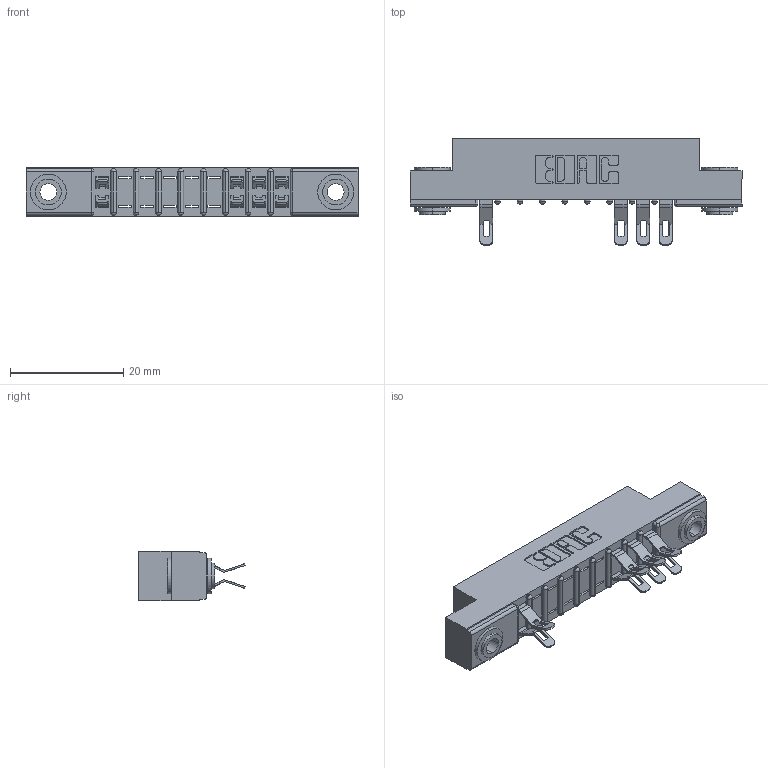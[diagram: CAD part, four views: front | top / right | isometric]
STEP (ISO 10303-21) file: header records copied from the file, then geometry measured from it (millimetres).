
FILE_DESCRIPTION (( 'STEP AP203' ), '1' );
FILE_NAME ('357-018-555-203.STEP', '2018-08-08T05:42:17', ( '' ), ( '' ), 'SwSTEP 2.0', 'SolidWorks 2016', '' );
FILE_SCHEMA (( 'CONFIG_CONTROL_DESIGN' ));
Length unit declared in the file: inch
Products named in the file (4): 307-290-001_555; 345-250-002_345-250-002-102; 357-018-555-203; 307 Part_.156 Dia Mounting Holes
Assembly tree (11 placements, depth 2):
  357-018-555-203
    307 Part_.156 Dia Mounting Holes
    307-290-001_555  x8
    345-250-002_345-250-002-102  x2
Bounding box: 58.67 x 18.75 x 8.71 mm (x, y, z)
Volume: 3735 mm3; surface area: 5533.4 mm2
Topology: 11 solids, 11 shells, 768 faces, 2203 edges, 1426 vertices
Faces by surface type: plane 426, cylinder 314, sphere 20, cone 8
Entity records: 13354 total; most frequent: CARTESIAN_POINT 2224, ORIENTED_EDGE 2204, DIRECTION 2204, EDGE_CURVE 1102, LINE 812, VECTOR 812, VERTEX_POINT 716, AXIS2_PLACEMENT_3D 696
